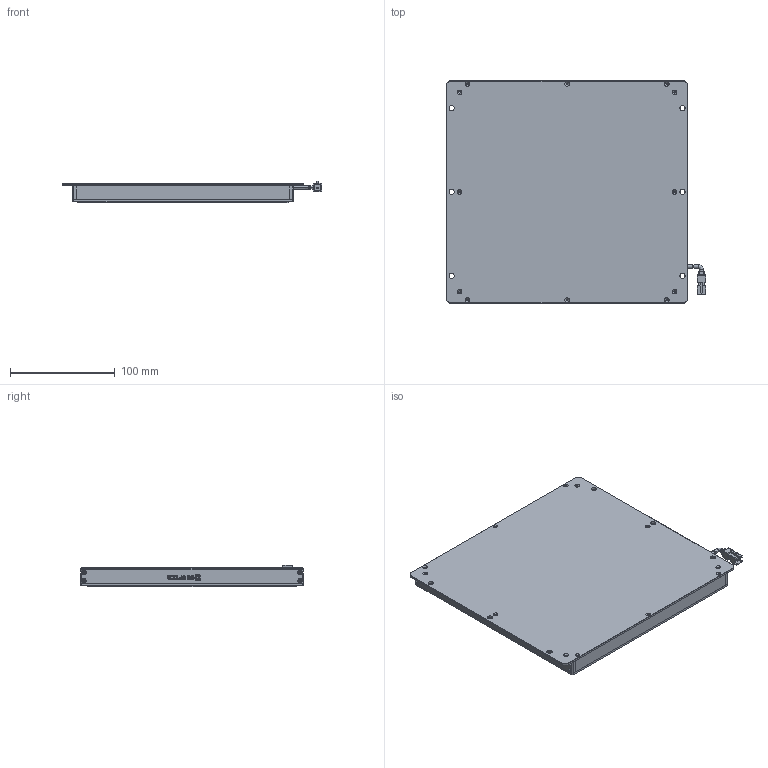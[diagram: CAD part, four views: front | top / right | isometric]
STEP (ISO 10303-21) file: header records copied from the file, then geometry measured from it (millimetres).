
FILE_DESCRIPTION (( 'STEP AP214' ), '1' );
FILE_NAME ('660407-R.STEP', '2019-03-13T04:02:03', ( '' ), ( '' ), 'SwSTEP 2.0', 'SolidWorks 2016', '' );
FILE_SCHEMA (( 'AUTOMOTIVE_DESIGN' ));
Length unit declared in the file: millimetre
Products named in the file (1): 660407-R
Bounding box: 247 x 212 x 20.3 mm (x, y, z)
Volume: 283961.9 mm3; surface area: 223997.5 mm2
Topology: 8 solids, 8 shells, 522 faces, 1352 edges, 832 vertices
Faces by surface type: plane 199, cylinder 149, cone 113, bspline 61
Entity records: 20881 total; most frequent: CARTESIAN_POINT 3836, ORIENTED_EDGE 2600, DIRECTION 2435, EDGE_CURVE 1300, VERTEX_POINT 830, AXIS2_PLACEMENT_3D 815, VECTOR 805, LINE 805
